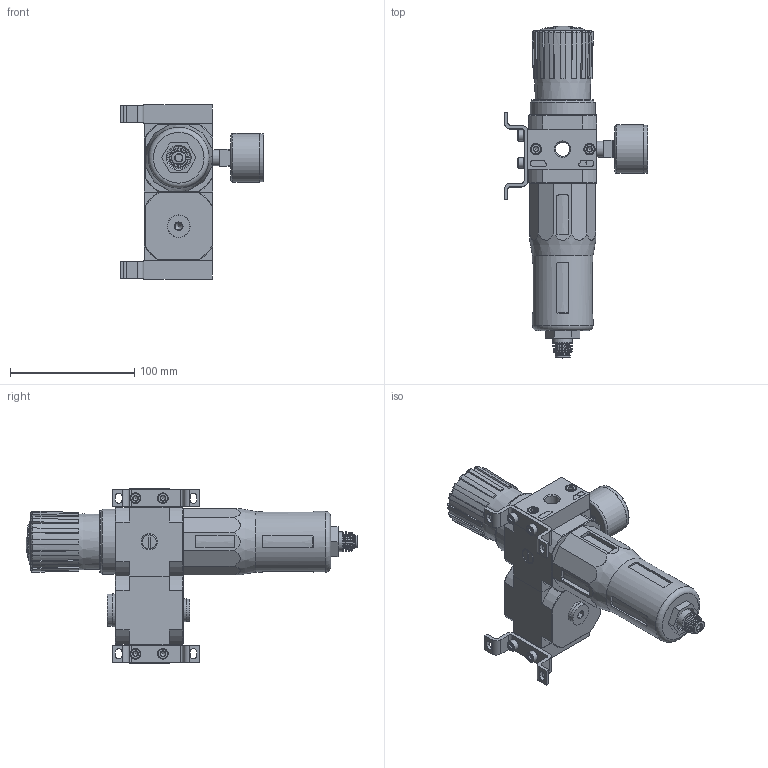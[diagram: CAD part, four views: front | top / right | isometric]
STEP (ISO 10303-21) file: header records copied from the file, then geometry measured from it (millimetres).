
FILE_DESCRIPTION(/* description */ ('STEP AP214'),/* implementation_level */ '2;1');
FILE_NAME(/* name */ '185712_LFR-1_4-D-MIDI-KA-A',/* time_stamp */ '2024-09-03T19:19:15+02:00',/* author */ ('License CC BY-ND 4.0'),/* organization */ ('CADENAS'),/* preprocessor_version */ 'ST-DEVELOPER v19.3',/* originating_system */ 'PARTsolutions',/* authorisation */ ' ');
FILE_SCHEMA (('AUTOMOTIVE_DESIGN {1 0 10303 214 3 1 1}'));
Length unit declared in the file: millimetre
Products named in the file (16): 185712 LFR-1/4-D-MIDI-KA-A; 680241 PBL-1/4-D-MIDI-L---(1) p1; DIN-912 - M5x18(F); 159593 HFOE-D-MIDI/MAXI-P1; DIN-912 - M5x10(F); 680242 PBL-1/4-D-MIDI-R---(0) p1; 120519 LFR-D-MIDI-A--(0); 8003639 PAGN-40-16-G14; 373846 LR-MIDI; 526489 MS4-LFR-V; 724702 FRM-...-D-MIDI; DIN-908 G1/2A; 531774 OK-1/2; DIN-908 G1/4A; 531772 OK-1/4; 351358 FRB-D-MIDI
Assembly tree (23 placements, depth 2):
  185712 LFR-1/4-D-MIDI-KA-A
    680241 PBL-1/4-D-MIDI-L---(1) p1
    DIN-912 - M5x18(F)  x4
    159593 HFOE-D-MIDI/MAXI-P1  x2
    DIN-912 - M5x10(F)  x4
    680242 PBL-1/4-D-MIDI-R---(0) p1
    120519 LFR-D-MIDI-A--(0)
    8003639 PAGN-40-16-G14
    373846 LR-MIDI
    526489 MS4-LFR-V
    724702 FRM-...-D-MIDI
    DIN-908 G1/2A
    531774 OK-1/2
    DIN-908 G1/4A
    531772 OK-1/4
    351358 FRB-D-MIDI  x2
Bounding box: 115.35 x 266.72 x 140 mm (x, y, z)
Volume: 739342.6 mm3; surface area: 122325.1 mm2
Topology: 23 solids, 24 shells, 938 faces, 2180 edges, 1359 vertices
Faces by surface type: plane 470, cone 204, cylinder 192, torus 67, sphere 5
Full cylindrical faces by diameter (mm): 3.7 x2, 4.134 x10, 5 x10, 5.3 x4, 6 x1, 6.3 x1, 7 x2, 7.9 x1, 8.5 x8, 8.7 x1, 9.6 x1, 11 x2, 11.2 x1, 11.4 x1, 11.445 x5, 11.6 x1, 11.8 x1, 12.4 x1, 13.157 x3, 13.3 x1, 15.6 x1, 15.8 x1, 16 x1, 18 x2, 18.3 x1, 18.631 x1, 20.955 x1, 21.2 x1, 22 x1, 22.5 x1
Entity records: 24096 total; most frequent: CARTESIAN_POINT 4550, DIRECTION 3373, ORIENTED_EDGE 3114, EDGE_CURVE 1557, AXIS2_PLACEMENT_3D 1355, VERTEX_POINT 1099, FACE_BOUND 1002, EDGE_LOOP 993
